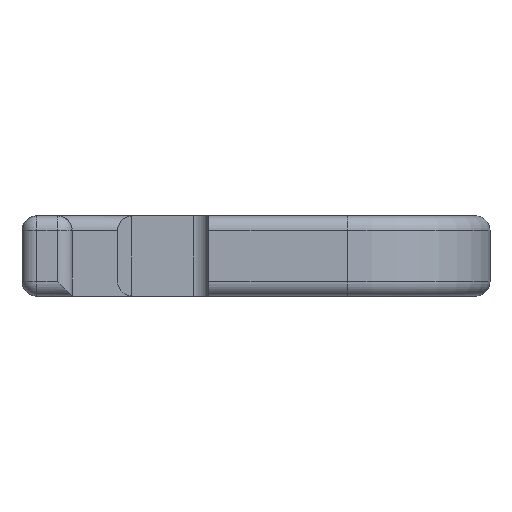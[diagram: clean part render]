
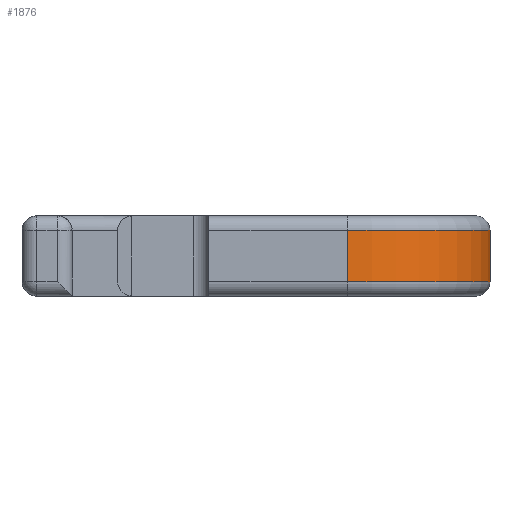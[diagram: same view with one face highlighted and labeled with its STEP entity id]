
A CAD part, front view. The second image highlights one B-rep face of the part: STEP entity #1876.
In plain terms, the highlighted cylindrical face has radius 19.5 mm (diameter 39 mm), a partial arc.
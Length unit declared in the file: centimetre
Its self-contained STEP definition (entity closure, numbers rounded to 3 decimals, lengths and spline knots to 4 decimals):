
#233=FACE_OUTER_BOUND('',#352,.T.);
#352=EDGE_LOOP('',(#1685,#1686,#1687,#1688));
#505=LINE('',#4299,#655);
#507=LINE('',#4302,#657);
#655=VECTOR('',#2635,1.);
#657=VECTOR('',#2639,1.);
#738=CIRCLE('',#2078,1.95);
#740=CIRCLE('',#2083,1.95);
#874=VERTEX_POINT('',#3098);
#893=VERTEX_POINT('',#4288);
#894=VERTEX_POINT('',#4292);
#895=VERTEX_POINT('',#4298);
#1159=EDGE_CURVE('',#893,#894,#738,.T.);
#1162=EDGE_CURVE('',#895,#894,#505,.T.);
#1164=EDGE_CURVE('',#893,#874,#507,.T.);
#1165=EDGE_CURVE('',#895,#874,#740,.T.);
#1685=ORIENTED_EDGE('',*,*,#1159,.F.);
#1686=ORIENTED_EDGE('',*,*,#1164,.T.);
#1687=ORIENTED_EDGE('',*,*,#1165,.F.);
#1688=ORIENTED_EDGE('',*,*,#1162,.T.);
#1761=CYLINDRICAL_SURFACE('',#2082,1.95);
#1876=ADVANCED_FACE('',(#233),#1761,.T.);
#2078=AXIS2_PLACEMENT_3D('',#4293,#2626,#2627);
#2082=AXIS2_PLACEMENT_3D('',#4301,#2637,#2638);
#2083=AXIS2_PLACEMENT_3D('',#4303,#2640,#2641);
#2626=DIRECTION('center_axis',(0.,0.,1.));
#2627=DIRECTION('ref_axis',(0.707,-0.707,0.));
#2635=DIRECTION('',(0.,0.,1.));
#2637=DIRECTION('center_axis',(0.,0.,1.));
#2638=DIRECTION('ref_axis',(0.707,-0.707,0.));
#2639=DIRECTION('',(0.,0.,-1.));
#2640=DIRECTION('center_axis',(0.,0.,-1.));
#2641=DIRECTION('ref_axis',(0.707,-0.707,0.));
#3098=CARTESIAN_POINT('',(27.65,82.708,3.3));
#4288=CARTESIAN_POINT('',(27.65,82.708,4.));
#4292=CARTESIAN_POINT('',(29.6,84.658,4.));
#4293=CARTESIAN_POINT('Origin',(27.65,84.658,4.));
#4298=CARTESIAN_POINT('',(29.6,84.658,3.3));
#4299=CARTESIAN_POINT('',(29.6,84.658,3.65));
#4301=CARTESIAN_POINT('Origin',(27.65,84.658,3.65));
#4302=CARTESIAN_POINT('',(27.65,82.708,3.65));
#4303=CARTESIAN_POINT('Origin',(27.65,84.658,3.3));
